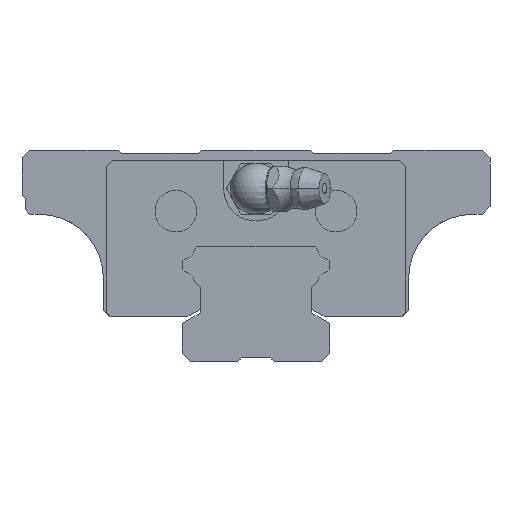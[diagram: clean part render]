
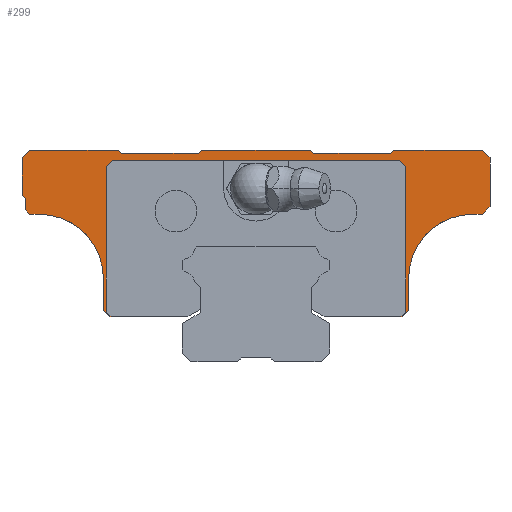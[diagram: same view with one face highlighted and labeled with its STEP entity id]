
A CAD part, front view. The second image highlights one B-rep face of the part: STEP entity #299.
In plain terms, the highlighted planar face has unit normal (0, -1, 0).
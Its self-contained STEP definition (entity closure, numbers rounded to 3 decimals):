
#299=ADVANCED_FACE('',(#642),#643,.T.);
#642=FACE_OUTER_BOUND('',#1142,.T.);
#643=PLANE('',#1143);
#1142=EDGE_LOOP('',(#2304,#2305,#2306,#2307,#2308,#2309,#2310,#2311,#2312,#2313,#2314,#2315,#2316,#2317,#2318,#2319,#2320,#2321,#2322,#2323,#2324,#2325,#2326,#2327,#2328,#2329,#2330,#2331,#2332,#2333,#2334,#2335,#2336,#2337));
#1143=AXIS2_PLACEMENT_3D('',#2338,#2339,#2340);
#2304=ORIENTED_EDGE('',*,*,#3354,.F.);
#2305=ORIENTED_EDGE('',*,*,#3310,.T.);
#2306=ORIENTED_EDGE('',*,*,#3374,.T.);
#2307=ORIENTED_EDGE('',*,*,#3345,.F.);
#2308=ORIENTED_EDGE('',*,*,#3322,.T.);
#2309=ORIENTED_EDGE('',*,*,#3259,.F.);
#2310=ORIENTED_EDGE('',*,*,#3409,.F.);
#2311=ORIENTED_EDGE('',*,*,#3290,.F.);
#2312=ORIENTED_EDGE('',*,*,#3325,.F.);
#2313=ORIENTED_EDGE('',*,*,#3380,.T.);
#2314=ORIENTED_EDGE('',*,*,#3244,.T.);
#2315=ORIENTED_EDGE('',*,*,#3267,.T.);
#2316=ORIENTED_EDGE('',*,*,#3382,.T.);
#2317=ORIENTED_EDGE('',*,*,#3232,.F.);
#2318=ORIENTED_EDGE('',*,*,#3190,.T.);
#2319=ORIENTED_EDGE('',*,*,#3348,.T.);
#2320=ORIENTED_EDGE('',*,*,#3410,.F.);
#2321=ORIENTED_EDGE('',*,*,#3202,.F.);
#2322=ORIENTED_EDGE('',*,*,#3226,.F.);
#2323=ORIENTED_EDGE('',*,*,#3411,.T.);
#2324=ORIENTED_EDGE('',*,*,#3271,.T.);
#2325=ORIENTED_EDGE('',*,*,#3212,.T.);
#2326=ORIENTED_EDGE('',*,*,#3412,.T.);
#2327=ORIENTED_EDGE('',*,*,#3413,.T.);
#2328=ORIENTED_EDGE('',*,*,#3368,.T.);
#2329=ORIENTED_EDGE('',*,*,#3414,.F.);
#2330=ORIENTED_EDGE('',*,*,#3249,.F.);
#2331=ORIENTED_EDGE('',*,*,#3415,.T.);
#2332=ORIENTED_EDGE('',*,*,#3416,.T.);
#2333=ORIENTED_EDGE('',*,*,#3307,.F.);
#2334=ORIENTED_EDGE('',*,*,#3206,.T.);
#2335=ORIENTED_EDGE('',*,*,#3417,.F.);
#2336=ORIENTED_EDGE('',*,*,#3390,.T.);
#2337=ORIENTED_EDGE('',*,*,#3216,.T.);
#2338=CARTESIAN_POINT('',(33.8,-19.35,12.4));
#2339=DIRECTION('',(0.0,-1.0,0.0));
#2340=DIRECTION('',(0.0,0.0,-1.0));
#3190=EDGE_CURVE('',#3859,#3860,#3861,.T.);
#3202=EDGE_CURVE('',#3883,#3884,#3885,.T.);
#3206=EDGE_CURVE('',#3891,#3892,#3893,.T.);
#3212=EDGE_CURVE('',#3901,#3902,#3903,.T.);
#3216=EDGE_CURVE('',#3909,#3910,#3911,.T.);
#3226=EDGE_CURVE('',#3927,#3883,#3928,.T.);
#3232=EDGE_CURVE('',#3859,#3937,#3938,.T.);
#3244=EDGE_CURVE('',#3959,#3960,#3961,.T.);
#3249=EDGE_CURVE('',#3968,#3969,#3970,.T.);
#3259=EDGE_CURVE('',#3985,#3987,#3988,.T.);
#3267=EDGE_CURVE('',#3960,#4001,#4002,.T.);
#3271=EDGE_CURVE('',#4007,#3901,#4008,.T.);
#3290=EDGE_CURVE('',#4039,#4040,#4041,.T.);
#3307=EDGE_CURVE('',#3891,#4068,#4069,.T.);
#3310=EDGE_CURVE('',#4073,#4074,#4075,.T.);
#3322=EDGE_CURVE('',#4091,#3987,#4092,.T.);
#3325=EDGE_CURVE('',#4096,#4039,#4097,.T.);
#3345=EDGE_CURVE('',#4091,#4130,#4131,.T.);
#3348=EDGE_CURVE('',#3860,#4135,#4136,.T.);
#3354=EDGE_CURVE('',#4073,#3910,#4145,.T.);
#3368=EDGE_CURVE('',#4166,#4164,#4167,.T.);
#3374=EDGE_CURVE('',#4074,#4130,#4177,.T.);
#3380=EDGE_CURVE('',#4096,#3959,#4183,.T.);
#3382=EDGE_CURVE('',#4001,#3937,#4185,.T.);
#3390=EDGE_CURVE('',#4194,#3909,#4195,.T.);
#3409=EDGE_CURVE('',#4040,#3985,#4217,.T.);
#3410=EDGE_CURVE('',#3884,#4135,#4218,.T.);
#3411=EDGE_CURVE('',#3927,#4007,#4219,.T.);
#3412=EDGE_CURVE('',#3902,#4220,#4221,.T.);
#3413=EDGE_CURVE('',#4220,#4166,#4222,.T.);
#3414=EDGE_CURVE('',#3969,#4164,#4223,.T.);
#3415=EDGE_CURVE('',#3968,#4224,#4225,.T.);
#3416=EDGE_CURVE('',#4224,#4068,#4226,.T.);
#3417=EDGE_CURVE('',#4194,#3892,#4227,.T.);
#3859=VERTEX_POINT('',#5070);
#3860=VERTEX_POINT('',#5071);
#3861=LINE('',#5072,#5073);
#3883=VERTEX_POINT('',#5106);
#3884=VERTEX_POINT('',#5107);
#3885=LINE('',#5108,#5109);
#3891=VERTEX_POINT('',#5118);
#3892=VERTEX_POINT('',#5119);
#3893=LINE('',#5120,#5121);
#3901=VERTEX_POINT('',#5132);
#3902=VERTEX_POINT('',#5133);
#3903=LINE('',#5134,#5135);
#3909=VERTEX_POINT('',#5144);
#3910=VERTEX_POINT('',#5145);
#3911=LINE('',#5146,#5147);
#3927=VERTEX_POINT('',#5170);
#3928=LINE('',#5171,#5172);
#3937=VERTEX_POINT('',#5184);
#3938=LINE('',#5185,#5186);
#3959=VERTEX_POINT('',#5217);
#3960=VERTEX_POINT('',#5218);
#3961=LINE('',#5219,#5220);
#3968=VERTEX_POINT('',#5230);
#3969=VERTEX_POINT('',#5231);
#3970=LINE('',#5232,#5233);
#3985=VERTEX_POINT('',#5255);
#3987=VERTEX_POINT('',#5258);
#3988=CIRCLE('',#5259,10.0);
#4001=VERTEX_POINT('',#5277);
#4002=LINE('',#5278,#5279);
#4007=VERTEX_POINT('',#5286);
#4008=LINE('',#5287,#5288);
#4039=VERTEX_POINT('',#5334);
#4040=VERTEX_POINT('',#5335);
#4041=LINE('',#5336,#5337);
#4068=VERTEX_POINT('',#5378);
#4069=LINE('',#5379,#5380);
#4073=VERTEX_POINT('',#5386);
#4074=VERTEX_POINT('',#5387);
#4075=LINE('',#5388,#5389);
#4091=VERTEX_POINT('',#5411);
#4092=LINE('',#5412,#5413);
#4096=VERTEX_POINT('',#5419);
#4097=LINE('',#5420,#5421);
#4130=VERTEX_POINT('',#5470);
#4131=LINE('',#5471,#5472);
#4135=VERTEX_POINT('',#5478);
#4136=LINE('',#5479,#5480);
#4145=LINE('',#5494,#5495);
#4164=VERTEX_POINT('',#5524);
#4166=VERTEX_POINT('',#5527);
#4167=LINE('',#5528,#5529);
#4177=LINE('',#5543,#5544);
#4183=LINE('',#5555,#5556);
#4185=LINE('',#5559,#5560);
#4194=VERTEX_POINT('',#5572);
#4195=LINE('',#5573,#5574);
#4217=LINE('',#5628,#5629);
#4218=LINE('',#5630,#5631);
#4219=LINE('',#5632,#5633);
#4220=VERTEX_POINT('',#5634);
#4221=LINE('',#5635,#5636);
#4222=LINE('',#5637,#5638);
#4223=CIRCLE('',#5639,10.0);
#4224=VERTEX_POINT('',#5640);
#4225=LINE('',#5641,#5642);
#4226=LINE('',#5643,#5644);
#4227=LINE('',#5645,#5646);
#5070=CARTESIAN_POINT('',(8.5,-19.35,32.4));
#5071=CARTESIAN_POINT('',(-8.5,-19.35,32.4));
#5072=CARTESIAN_POINT('',(8.5,-19.35,32.4));
#5073=VECTOR('',#6306,1000.0);
#5106=CARTESIAN_POINT('',(-21.5,-19.35,32.4));
#5107=CARTESIAN_POINT('',(-21.0,-19.35,31.9));
#5108=CARTESIAN_POINT('',(-21.5,-19.35,32.4));
#5109=VECTOR('',#6318,1000.0);
#5118=CARTESIAN_POINT('',(-23.37,-19.35,7.154));
#5119=CARTESIAN_POINT('',(-23.37,-19.35,29.82));
#5120=CARTESIAN_POINT('',(-23.37,-19.35,7.154));
#5121=VECTOR('',#6322,1000.0);
#5132=CARTESIAN_POINT('',(-36.5,-19.35,25.4));
#5133=CARTESIAN_POINT('',(-36.0,-19.35,24.9));
#5134=CARTESIAN_POINT('',(-36.5,-19.35,25.4));
#5135=VECTOR('',#6332,1000.0);
#5144=CARTESIAN_POINT('',(22.42,-19.35,30.77));
#5145=CARTESIAN_POINT('',(23.37,-19.35,29.82));
#5146=CARTESIAN_POINT('',(22.42,-19.35,30.77));
#5147=VECTOR('',#6336,1000.0);
#5170=CARTESIAN_POINT('',(-35.3,-19.35,32.4));
#5171=CARTESIAN_POINT('',(-35.3,-19.35,32.4));
#5172=VECTOR('',#6350,1000.0);
#5184=CARTESIAN_POINT('',(9.0,-19.35,31.9));
#5185=CARTESIAN_POINT('',(8.5,-19.35,32.4));
#5186=VECTOR('',#6360,1000.0);
#5217=CARTESIAN_POINT('',(35.3,-19.35,32.4));
#5218=CARTESIAN_POINT('',(21.5,-19.35,32.4));
#5219=CARTESIAN_POINT('',(35.3,-19.35,32.4));
#5220=VECTOR('',#6374,1000.0);
#5230=CARTESIAN_POINT('',(-23.8,-19.35,7.4));
#5231=CARTESIAN_POINT('',(-23.8,-19.35,12.4));
#5232=CARTESIAN_POINT('',(-23.8,-19.35,7.4));
#5233=VECTOR('',#6381,1000.0);
#5255=CARTESIAN_POINT('',(33.8,-19.35,22.4));
#5258=CARTESIAN_POINT('',(23.8,-19.35,12.4));
#5259=AXIS2_PLACEMENT_3D('',#6393,#6394,#6395);
#5277=CARTESIAN_POINT('',(21.0,-19.35,31.9));
#5278=CARTESIAN_POINT('',(21.5,-19.35,32.4));
#5279=VECTOR('',#6407,1000.0);
#5286=CARTESIAN_POINT('',(-36.5,-19.35,31.2));
#5287=CARTESIAN_POINT('',(-36.5,-19.35,31.2));
#5288=VECTOR('',#6413,1000.0);
#5334=CARTESIAN_POINT('',(36.5,-19.35,23.6));
#5335=CARTESIAN_POINT('',(35.3,-19.35,22.4));
#5336=CARTESIAN_POINT('',(36.5,-19.35,23.6));
#5337=VECTOR('',#6438,1000.0);
#5378=CARTESIAN_POINT('',(-22.616,-19.35,6.4));
#5379=CARTESIAN_POINT('',(-23.37,-19.35,7.154));
#5380=VECTOR('',#6459,1000.0);
#5386=CARTESIAN_POINT('',(23.37,-19.35,7.154));
#5387=CARTESIAN_POINT('',(22.616,-19.35,6.4));
#5388=CARTESIAN_POINT('',(23.37,-19.35,7.154));
#5389=VECTOR('',#6462,1000.0);
#5411=CARTESIAN_POINT('',(23.8,-19.35,7.4));
#5412=CARTESIAN_POINT('',(23.8,-19.35,7.4));
#5413=VECTOR('',#6484,1000.0);
#5419=CARTESIAN_POINT('',(36.5,-19.35,31.2));
#5420=CARTESIAN_POINT('',(36.5,-19.35,31.2));
#5421=VECTOR('',#6487,1000.0);
#5470=CARTESIAN_POINT('',(22.8,-19.35,6.4));
#5471=CARTESIAN_POINT('',(23.8,-19.35,7.4));
#5472=VECTOR('',#6513,1000.0);
#5478=CARTESIAN_POINT('',(-9.0,-19.35,31.9));
#5479=CARTESIAN_POINT('',(-8.5,-19.35,32.4));
#5480=VECTOR('',#6516,1000.0);
#5494=CARTESIAN_POINT('',(23.37,-19.35,7.154));
#5495=VECTOR('',#6522,1000.0);
#5524=CARTESIAN_POINT('',(-33.8,-19.35,22.4));
#5527=CARTESIAN_POINT('',(-35.3,-19.35,22.4));
#5528=CARTESIAN_POINT('',(-35.3,-19.35,22.4));
#5529=VECTOR('',#6540,1000.0);
#5543=CARTESIAN_POINT('',(10.768,-19.35,6.4));
#5544=VECTOR('',#6548,1000.0);
#5555=CARTESIAN_POINT('',(36.5,-19.35,31.2));
#5556=VECTOR('',#6554,1000.0);
#5559=CARTESIAN_POINT('',(21.0,-19.35,31.9));
#5560=VECTOR('',#6556,1000.0);
#5572=CARTESIAN_POINT('',(-22.42,-19.35,30.77));
#5573=CARTESIAN_POINT('',(-22.42,-19.35,30.77));
#5574=VECTOR('',#6572,1000.0);
#5628=CARTESIAN_POINT('',(35.3,-19.35,22.4));
#5629=VECTOR('',#6594,1000.0);
#5630=CARTESIAN_POINT('',(-21.0,-19.35,31.9));
#5631=VECTOR('',#6595,1000.0);
#5632=CARTESIAN_POINT('',(-35.3,-19.35,32.4));
#5633=VECTOR('',#6596,1000.0);
#5634=CARTESIAN_POINT('',(-36.0,-19.35,23.1));
#5635=CARTESIAN_POINT('',(-36.0,-19.35,24.9));
#5636=VECTOR('',#6597,1000.0);
#5637=CARTESIAN_POINT('',(-36.0,-19.35,23.1));
#5638=VECTOR('',#6598,1000.0);
#5639=AXIS2_PLACEMENT_3D('',#6599,#6600,#6601);
#5640=CARTESIAN_POINT('',(-22.8,-19.35,6.4));
#5641=CARTESIAN_POINT('',(-23.8,-19.35,7.4));
#5642=VECTOR('',#6602,1000.0);
#5643=CARTESIAN_POINT('',(-22.8,-19.35,6.4));
#5644=VECTOR('',#6603,1000.0);
#5645=CARTESIAN_POINT('',(-22.42,-19.35,30.77));
#5646=VECTOR('',#6604,1000.0);
#6306=DIRECTION('',(-1.0,0.0,0.0));
#6318=DIRECTION('',(0.707,0.0,-0.707));
#6322=DIRECTION('',(0.0,0.0,1.0));
#6332=DIRECTION('',(0.707,0.0,-0.707));
#6336=DIRECTION('',(0.707,0.0,-0.707));
#6350=DIRECTION('',(1.0,0.0,0.0));
#6360=DIRECTION('',(0.707,0.0,-0.707));
#6374=DIRECTION('',(-1.0,0.0,0.0));
#6381=DIRECTION('',(0.0,0.0,1.0));
#6393=CARTESIAN_POINT('',(33.8,-19.35,12.4));
#6394=DIRECTION('',(0.0,-1.0,0.0));
#6395=DIRECTION('',(1.0,0.0,0.0));
#6407=DIRECTION('',(-0.707,0.0,-0.707));
#6413=DIRECTION('',(0.0,0.0,-1.0));
#6438=DIRECTION('',(-0.707,0.0,-0.707));
#6459=DIRECTION('',(0.707,0.0,-0.707));
#6462=DIRECTION('',(-0.707,0.0,-0.707));
#6484=DIRECTION('',(0.0,0.0,1.0));
#6487=DIRECTION('',(0.0,0.0,-1.0));
#6513=DIRECTION('',(-0.707,0.0,-0.707));
#6516=DIRECTION('',(-0.707,0.0,-0.707));
#6522=DIRECTION('',(0.0,0.0,1.0));
#6540=DIRECTION('',(1.0,0.0,0.0));
#6548=DIRECTION('',(1.0,0.0,0.0));
#6554=DIRECTION('',(-0.707,0.0,0.707));
#6556=DIRECTION('',(-1.0,0.0,0.0));
#6572=DIRECTION('',(1.0,0.0,0.0));
#6594=DIRECTION('',(-1.0,0.0,0.0));
#6595=DIRECTION('',(1.0,0.0,0.0));
#6596=DIRECTION('',(-0.707,0.0,-0.707));
#6597=DIRECTION('',(0.0,0.0,-1.0));
#6598=DIRECTION('',(0.707,0.0,-0.707));
#6599=CARTESIAN_POINT('',(-33.8,-19.35,12.4));
#6600=DIRECTION('',(0.0,-1.0,0.0));
#6601=DIRECTION('',(1.0,0.0,0.0));
#6602=DIRECTION('',(0.707,0.0,-0.707));
#6603=DIRECTION('',(1.0,0.0,0.0));
#6604=DIRECTION('',(-0.707,0.0,-0.707));
